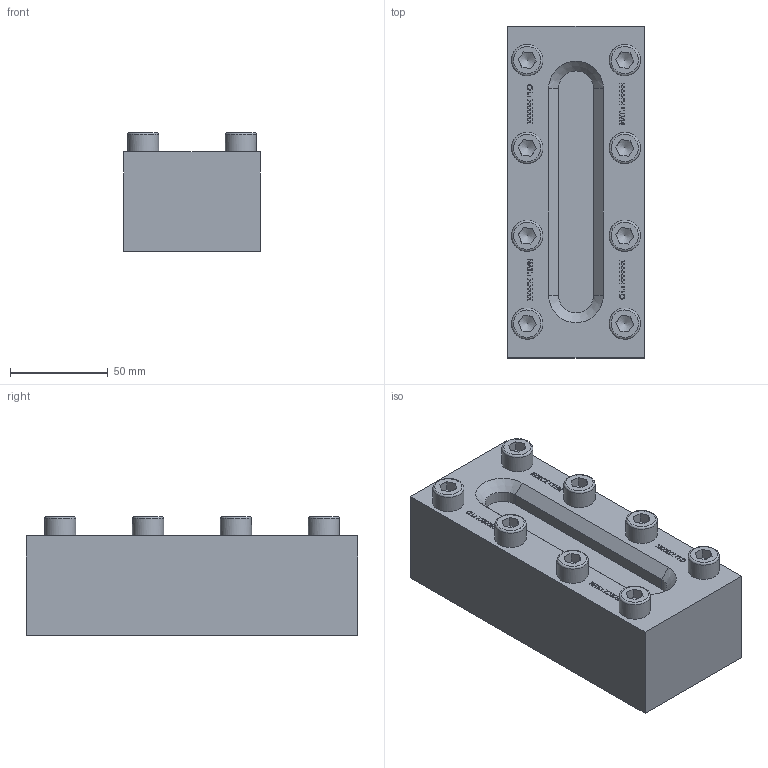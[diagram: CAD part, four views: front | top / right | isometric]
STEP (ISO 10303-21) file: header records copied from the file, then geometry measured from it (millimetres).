
FILE_DESCRIPTION(('HOOPS Exchange Step'),'2;1');
FILE_NAME('BS03_01.stp','2025-05-26T11:40:57+02:00',('nieru'),('Unknown organisation'),'HOOPS Exchange 2024.2','HOOPS Exchange','Unknown authorisation');
FILE_SCHEMA( ('AP203_CONFIGURATION_CONTROLLED_3D_DESIGN_OF_MECHANICAL_PARTS_AND_ASSEMBLIES_MIM_LF') );
Length unit declared in the file: millimetre
Products named in the file (1): root
Bounding box: 70 x 170 x 60.9 mm (x, y, z)
Volume: 560341.6 mm3; surface area: 59584.2 mm2
Topology: 1 solids, 1 shells, 596 faces, 1620 edges, 1084 vertices
Faces by surface type: plane 534, bspline 32, cylinder 12, cone 10, torus 8
Full cylindrical faces by diameter (mm): 16 x8
Entity records: 28342 total; most frequent: CARTESIAN_POINT 13665, ORIENTED_EDGE 3224, DIRECTION 2564, EDGE_CURVE 1612, VECTOR 1398, LINE 1398, VERTEX_POINT 1084, EDGE_LOOP 662
